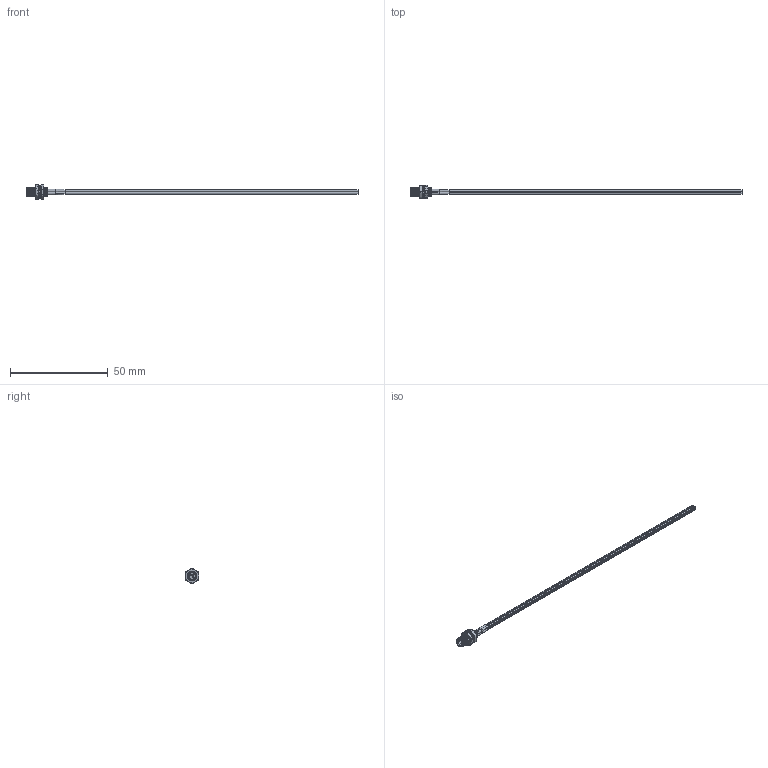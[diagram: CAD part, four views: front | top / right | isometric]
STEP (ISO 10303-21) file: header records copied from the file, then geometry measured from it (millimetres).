
FILE_DESCRIPTION (( 'STEP AP203' ), '1' );
FILE_NAME ('10-04041.STEP', '2022-04-12T16:06:52', ( '' ), ( '' ), 'SwSTEP 2.0', 'SolidWorks 2021', '' );
FILE_SCHEMA (( 'CONFIG_CONTROL_DESIGN' ));
Length unit declared in the file: millimetre
Products named in the file (12): M5_oring_large; M5nut; 30-01777_blunt cut; 30-01772_blunt cut; 30-01774_blunt cut; 10-04041; M5M3P_short; M5Male_pin; M5_male panel mount threads; Heat shrink_O1.5mm base; 54-00093
Assembly tree (15 placements, depth 4):
  10-04041
    54-00093
      M5_male panel mount threads
      M5_oring_large
      M5nut
      M5M3P_short
        M5M3P_short
        M5Male_pin  x3
    Heat shrink_O1.5mm base  x3
    30-01772_blunt cut
    30-01774_blunt cut
    30-01777_blunt cut
Bounding box: 170 x 7 x 7.61 mm (x, y, z)
Volume: 610 mm3; surface area: 8133.8 mm2
Topology: 88 solids, 88 shells, 678 faces, 1470 edges, 972 vertices
Faces by surface type: cylinder 410, plane 205, bspline 28, cone 18, torus 11, sphere 6
Entity records: 26376 total; most frequent: CARTESIAN_POINT 10625, DIRECTION 3211, ORIENTED_EDGE 2740, AXIS2_PLACEMENT_3D 1391, EDGE_CURVE 1370, VERTEX_POINT 908, EDGE_LOOP 808, CIRCLE 751
